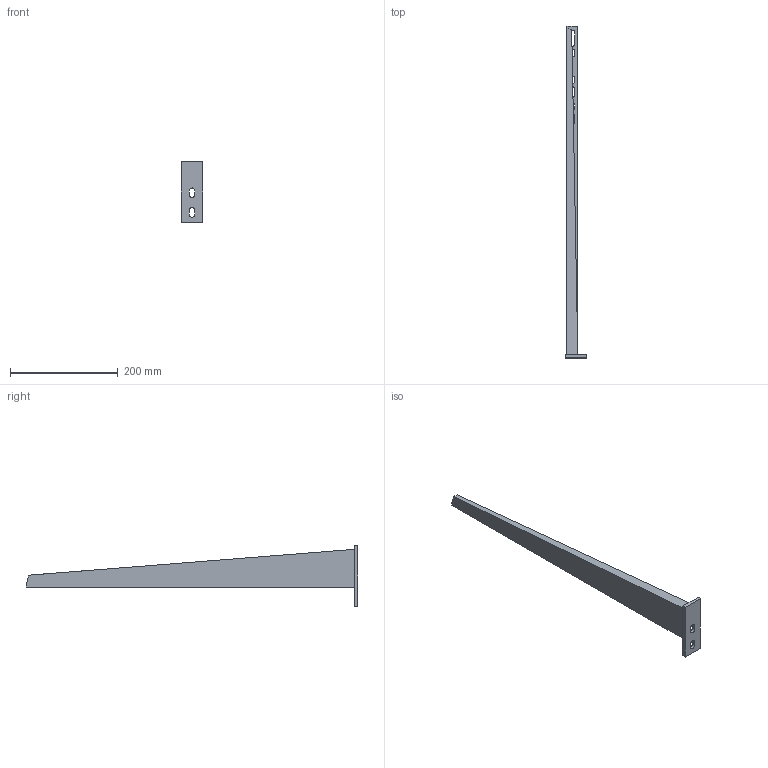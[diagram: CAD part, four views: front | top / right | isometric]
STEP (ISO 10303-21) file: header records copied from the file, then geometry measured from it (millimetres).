
FILE_DESCRIPTION (( 'STEP AP214' ), '1' );
FILE_NAME ('6420927.stp', '2020-09-21T13:29:38', ( '' ), ( '' ), 'SwSTEP 2.0', 'SolidWorks 2020', '' );
FILE_SCHEMA (( 'AUTOMOTIVE_DESIGN' ));
Length unit declared in the file: millimetre
Products named in the file (3): KTS 04.020-106_Standard; 6420927; KTS 04.019-061_Standard
Assembly tree (2 placements, depth 2):
  6420927
    KTS 04.020-106_Standard
    KTS 04.019-061_Standard
Bounding box: 40 x 616 x 113 mm (x, y, z)
Volume: 114824.5 mm3; surface area: 104533.5 mm2
Topology: 2 solids, 2 shells, 106 faces, 308 edges, 206 vertices
Faces by surface type: plane 54, cylinder 48, bspline 4
Entity records: 3798 total; most frequent: CARTESIAN_POINT 779, ORIENTED_EDGE 616, DIRECTION 597, EDGE_CURVE 308, VERTEX_POINT 206, AXIS2_PLACEMENT_3D 203, LINE 191, VECTOR 191
